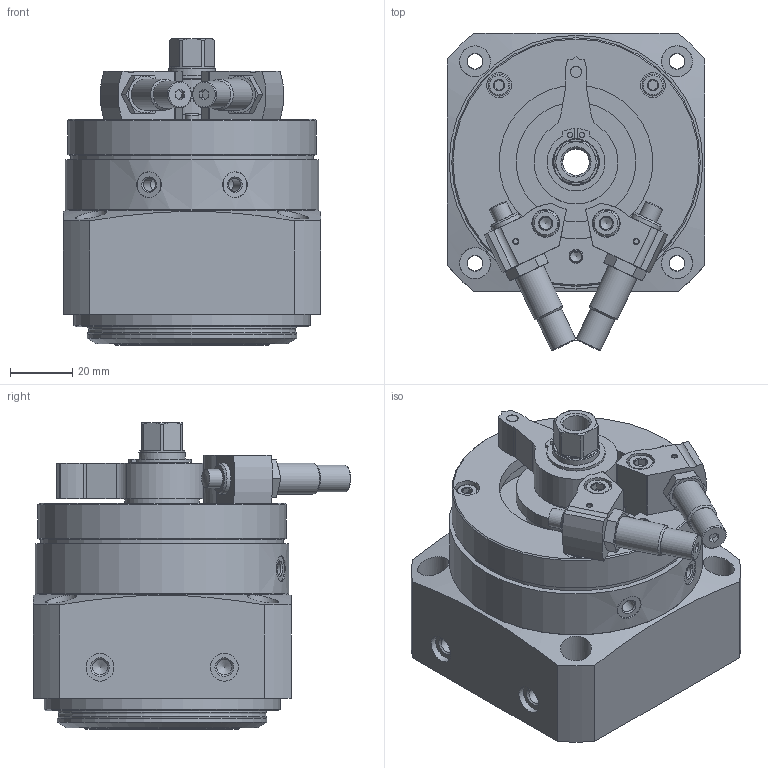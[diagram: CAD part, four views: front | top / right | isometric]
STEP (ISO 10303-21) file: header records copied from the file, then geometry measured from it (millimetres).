
FILE_DESCRIPTION(/* description */ ('STEP AP214'),/* implementation_level */ '2;1');
FILE_NAME(/* name */ '1369124_DSM-25-270-CC-HD-A-B',/* time_stamp */ '2024-08-21T18:19:42+02:00',/* author */ ('License CC BY-ND 4.0'),/* organization */ ('CADENAS'),/* preprocessor_version */ 'ST-DEVELOPER v19.3',/* originating_system */ 'PARTsolutions',/* authorisation */ ' ');
FILE_SCHEMA (('AUTOMOTIVE_DESIGN {1 0 10303 214 3 1 1}'));
Length unit declared in the file: millimetre
Products named in the file (9): 1369124 DSM-25-270-CC-HD-A-B---(0); 1376448 DSM-25-270-HD---(Geh); 256913 DSM-25_NS; 702864 DSM-25-BR---(HZ); 548012 DYSC-7-5-Y1F---(SD_0); DIN-912 - M5x20(F); Flachmutter M10x1-3.5-12; 702863 DSM-25-BL---(HZ); 1376448 DSM-25-270-HD---(Kol)
Assembly tree (12 placements, depth 2):
  1369124 DSM-25-270-CC-HD-A-B---(0)
    1376448 DSM-25-270-HD---(Geh)
    256913 DSM-25_NS  x2
    702864 DSM-25-BR---(HZ)
    548012 DYSC-7-5-Y1F---(SD_0)  x2
    DIN-912 - M5x20(F)  x2
    Flachmutter M10x1-3.5-12  x2
    702863 DSM-25-BL---(HZ)
    1376448 DSM-25-270-HD---(Kol)
Bounding box: 83 x 102.23 x 98.7 mm (x, y, z)
Volume: 359737.8 mm3; surface area: 93982.7 mm2
Topology: 12 solids, 14 shells, 547 faces, 1207 edges, 766 vertices
Faces by surface type: plane 263, cylinder 165, cone 102, torus 15, sphere 2
Full cylindrical faces by diameter (mm): 1.567 x2, 1.7 x2, 2.1 x2, 3 x2, 3.7 x2, 4.134 x8, 4.5 x1, 4.917 x10, 5 x2, 5.1 x4, 5.5 x2, 6 x4, 7 x8, 8 x4, 8.3 x2, 8.5 x6, 8.566 x1, 8.6 x2, 8.917 x4, 9 x8, 10 x10, 14.3 x1, 14.5 x1, 15 x3, 17 x2, 20 x2, 24 x1, 32 x1, 38.5 x1, 49.5 x1
Entity records: 13509 total; most frequent: CARTESIAN_POINT 2257, DIRECTION 2123, ORIENTED_EDGE 1628, AXIS2_PLACEMENT_3D 892, EDGE_CURVE 814, FACE_BOUND 780, EDGE_LOOP 768, VERTEX_POINT 634
